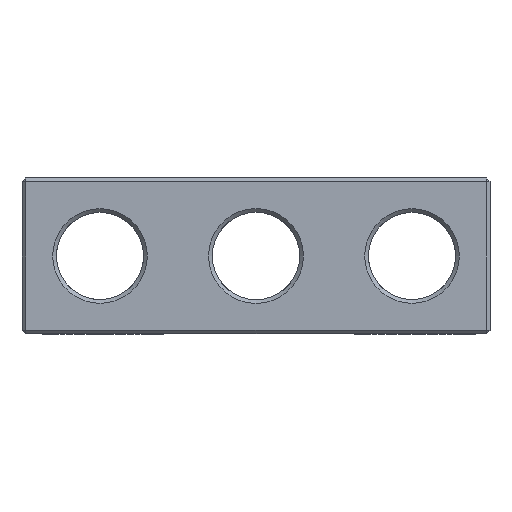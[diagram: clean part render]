
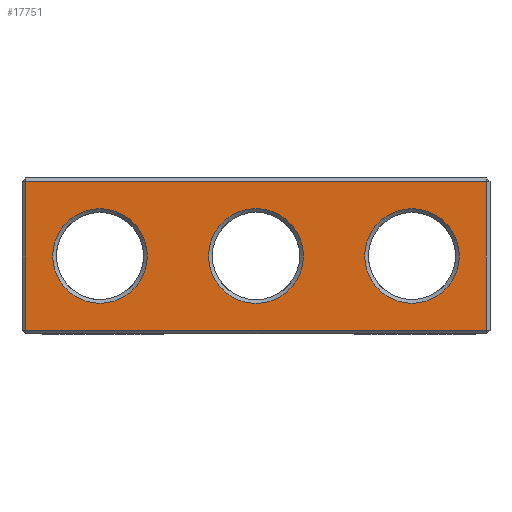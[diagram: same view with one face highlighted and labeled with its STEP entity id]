
A CAD part, front view. The second image highlights one B-rep face of the part: STEP entity #17751.
In plain terms, the highlighted planar face has unit normal (0, -1, 0).
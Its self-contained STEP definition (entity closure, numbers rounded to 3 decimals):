
#1553 = PLANE('',#1554);
#1554 = AXIS2_PLACEMENT_3D('',#1555,#1556,#1557);
#1555 = CARTESIAN_POINT('',(-31.25,-6.1,0.15));
#1556 = DIRECTION('',(0.,-0.707,-0.707));
#1557 = DIRECTION('',(-1.,-0.,-0.));
#10539 = VERTEX_POINT('',#10540);
#10540 = CARTESIAN_POINT('',(-30.95,-6.25,0.3));
#10566 = EDGE_CURVE('',#10539,#10567,#10569,.T.);
#10567 = VERTEX_POINT('',#10568);
#10568 = CARTESIAN_POINT('',(5.95,-6.25,0.3));
#10569 = SURFACE_CURVE('',#10570,(#10574,#10581),.PCURVE_S1.);
#10570 = LINE('',#10571,#10572);
#10571 = CARTESIAN_POINT('',(-31.25,-6.25,0.3));
#10572 = VECTOR('',#10573,1.);
#10573 = DIRECTION('',(1.,0.,0.));
#10574 = PCURVE('',#1553,#10575);
#10575 = DEFINITIONAL_REPRESENTATION('',(#10576),#10580);
#10576 = LINE('',#10577,#10578);
#10577 = CARTESIAN_POINT('',(-0.,-0.212));
#10578 = VECTOR('',#10579,1.);
#10579 = DIRECTION('',(-1.,0.));
#10580 = ( GEOMETRIC_REPRESENTATION_CONTEXT(2) 
PARAMETRIC_REPRESENTATION_CONTEXT() REPRESENTATION_CONTEXT('2D SPACE',''
  ) );
#10581 = PCURVE('',#10582,#10587);
#10582 = PLANE('',#10583);
#10583 = AXIS2_PLACEMENT_3D('',#10584,#10585,#10586);
#10584 = CARTESIAN_POINT('',(-31.25,-6.25,0.));
#10585 = DIRECTION('',(0.,1.,0.));
#10586 = DIRECTION('',(1.,0.,0.));
#10587 = DEFINITIONAL_REPRESENTATION('',(#10588),#10592);
#10588 = LINE('',#10589,#10590);
#10589 = CARTESIAN_POINT('',(0.,-0.3));
#10590 = VECTOR('',#10591,1.);
#10591 = DIRECTION('',(1.,0.));
#10592 = ( GEOMETRIC_REPRESENTATION_CONTEXT(2) 
PARAMETRIC_REPRESENTATION_CONTEXT() REPRESENTATION_CONTEXT('2D SPACE',''
  ) );
#17168 = PLANE('',#17169);
#17169 = AXIS2_PLACEMENT_3D('',#17170,#17171,#17172);
#17170 = CARTESIAN_POINT('',(6.1,-6.1,0.));
#17171 = DIRECTION('',(0.707,-0.707,0.));
#17172 = DIRECTION('',(-0.,-0.,-1.));
#17740 = PLANE('',#17741);
#17741 = AXIS2_PLACEMENT_3D('',#17742,#17743,#17744);
#17742 = CARTESIAN_POINT('',(-31.1,-6.1,0.));
#17743 = DIRECTION('',(-0.707,-0.707,0.));
#17744 = DIRECTION('',(-0.,-0.,-1.));
#17751 = ADVANCED_FACE('',(#17752,#17827,#17862,#17893),#10582,.F.);
#17752 = FACE_BOUND('',#17753,.F.);
#17753 = EDGE_LOOP('',(#17754,#17784,#17805,#17806));
#17754 = ORIENTED_EDGE('',*,*,#17755,.T.);
#17755 = EDGE_CURVE('',#17756,#17758,#17760,.T.);
#17756 = VERTEX_POINT('',#17757);
#17757 = CARTESIAN_POINT('',(-30.95,-6.25,12.2));
#17758 = VERTEX_POINT('',#17759);
#17759 = CARTESIAN_POINT('',(5.95,-6.25,12.2));
#17760 = SURFACE_CURVE('',#17761,(#17765,#17772),.PCURVE_S1.);
#17761 = LINE('',#17762,#17763);
#17762 = CARTESIAN_POINT('',(-31.25,-6.25,12.2));
#17763 = VECTOR('',#17764,1.);
#17764 = DIRECTION('',(1.,0.,0.));
#17765 = PCURVE('',#10582,#17766);
#17766 = DEFINITIONAL_REPRESENTATION('',(#17767),#17771);
#17767 = LINE('',#17768,#17769);
#17768 = CARTESIAN_POINT('',(0.,-12.2));
#17769 = VECTOR('',#17770,1.);
#17770 = DIRECTION('',(1.,0.));
#17771 = ( GEOMETRIC_REPRESENTATION_CONTEXT(2) 
PARAMETRIC_REPRESENTATION_CONTEXT() REPRESENTATION_CONTEXT('2D SPACE',''
  ) );
#17772 = PCURVE('',#17773,#17778);
#17773 = PLANE('',#17774);
#17774 = AXIS2_PLACEMENT_3D('',#17775,#17776,#17777);
#17775 = CARTESIAN_POINT('',(-31.25,-6.1,12.35));
#17776 = DIRECTION('',(0.,0.707,-0.707));
#17777 = DIRECTION('',(-1.,-0.,-0.));
#17778 = DEFINITIONAL_REPRESENTATION('',(#17779),#17783);
#17779 = LINE('',#17780,#17781);
#17780 = CARTESIAN_POINT('',(-0.,-0.212));
#17781 = VECTOR('',#17782,1.);
#17782 = DIRECTION('',(-1.,0.));
#17783 = ( GEOMETRIC_REPRESENTATION_CONTEXT(2) 
PARAMETRIC_REPRESENTATION_CONTEXT() REPRESENTATION_CONTEXT('2D SPACE',''
  ) );
#17784 = ORIENTED_EDGE('',*,*,#17785,.F.);
#17785 = EDGE_CURVE('',#10567,#17758,#17786,.T.);
#17786 = SURFACE_CURVE('',#17787,(#17791,#17798),.PCURVE_S1.);
#17787 = LINE('',#17788,#17789);
#17788 = CARTESIAN_POINT('',(5.95,-6.25,0.));
#17789 = VECTOR('',#17790,1.);
#17790 = DIRECTION('',(0.,0.,1.));
#17791 = PCURVE('',#10582,#17792);
#17792 = DEFINITIONAL_REPRESENTATION('',(#17793),#17797);
#17793 = LINE('',#17794,#17795);
#17794 = CARTESIAN_POINT('',(37.2,0.));
#17795 = VECTOR('',#17796,1.);
#17796 = DIRECTION('',(0.,-1.));
#17797 = ( GEOMETRIC_REPRESENTATION_CONTEXT(2) 
PARAMETRIC_REPRESENTATION_CONTEXT() REPRESENTATION_CONTEXT('2D SPACE',''
  ) );
#17798 = PCURVE('',#17168,#17799);
#17799 = DEFINITIONAL_REPRESENTATION('',(#17800),#17804);
#17800 = LINE('',#17801,#17802);
#17801 = CARTESIAN_POINT('',(-0.,-0.212));
#17802 = VECTOR('',#17803,1.);
#17803 = DIRECTION('',(-1.,0.));
#17804 = ( GEOMETRIC_REPRESENTATION_CONTEXT(2) 
PARAMETRIC_REPRESENTATION_CONTEXT() REPRESENTATION_CONTEXT('2D SPACE',''
  ) );
#17805 = ORIENTED_EDGE('',*,*,#10566,.F.);
#17806 = ORIENTED_EDGE('',*,*,#17807,.T.);
#17807 = EDGE_CURVE('',#10539,#17756,#17808,.T.);
#17808 = SURFACE_CURVE('',#17809,(#17813,#17820),.PCURVE_S1.);
#17809 = LINE('',#17810,#17811);
#17810 = CARTESIAN_POINT('',(-30.95,-6.25,0.));
#17811 = VECTOR('',#17812,1.);
#17812 = DIRECTION('',(0.,0.,1.));
#17813 = PCURVE('',#10582,#17814);
#17814 = DEFINITIONAL_REPRESENTATION('',(#17815),#17819);
#17815 = LINE('',#17816,#17817);
#17816 = CARTESIAN_POINT('',(0.3,0.));
#17817 = VECTOR('',#17818,1.);
#17818 = DIRECTION('',(0.,-1.));
#17819 = ( GEOMETRIC_REPRESENTATION_CONTEXT(2) 
PARAMETRIC_REPRESENTATION_CONTEXT() REPRESENTATION_CONTEXT('2D SPACE',''
  ) );
#17820 = PCURVE('',#17740,#17821);
#17821 = DEFINITIONAL_REPRESENTATION('',(#17822),#17826);
#17822 = LINE('',#17823,#17824);
#17823 = CARTESIAN_POINT('',(-0.,0.212));
#17824 = VECTOR('',#17825,1.);
#17825 = DIRECTION('',(-1.,0.));
#17826 = ( GEOMETRIC_REPRESENTATION_CONTEXT(2) 
PARAMETRIC_REPRESENTATION_CONTEXT() REPRESENTATION_CONTEXT('2D SPACE',''
  ) );
#17827 = FACE_BOUND('',#17828,.F.);
#17828 = EDGE_LOOP('',(#17829));
#17829 = ORIENTED_EDGE('',*,*,#17830,.T.);
#17830 = EDGE_CURVE('',#17831,#17831,#17833,.T.);
#17831 = VERTEX_POINT('',#17832);
#17832 = CARTESIAN_POINT('',(-25.,-6.25,10.04));
#17833 = SURFACE_CURVE('',#17834,(#17839,#17850),.PCURVE_S1.);
#17834 = CIRCLE('',#17835,3.79);
#17835 = AXIS2_PLACEMENT_3D('',#17836,#17837,#17838);
#17836 = CARTESIAN_POINT('',(-25.,-6.25,6.25));
#17837 = DIRECTION('',(0.,-1.,0.));
#17838 = DIRECTION('',(0.,0.,1.));
#17839 = PCURVE('',#10582,#17840);
#17840 = DEFINITIONAL_REPRESENTATION('',(#17841),#17849);
#17841 = ( BOUNDED_CURVE() B_SPLINE_CURVE(2,(#17842,#17843,#17844,#17845
    ,#17846,#17847,#17848),.UNSPECIFIED.,.T.,.F.) 
B_SPLINE_CURVE_WITH_KNOTS((1,2,2,2,2,1),(-2.094,0.,
    2.094,4.189,6.283,8.378),
.UNSPECIFIED.) CURVE() GEOMETRIC_REPRESENTATION_ITEM() 
RATIONAL_B_SPLINE_CURVE((1.,0.5,1.,0.5,1.,0.5,1.)) REPRESENTATION_ITEM(
  '') );
#17842 = CARTESIAN_POINT('',(6.25,-10.04));
#17843 = CARTESIAN_POINT('',(-0.314,-10.04));
#17844 = CARTESIAN_POINT('',(2.968,-4.355));
#17845 = CARTESIAN_POINT('',(6.25,1.33));
#17846 = CARTESIAN_POINT('',(9.532,-4.355));
#17847 = CARTESIAN_POINT('',(12.814,-10.04));
#17848 = CARTESIAN_POINT('',(6.25,-10.04));
#17849 = ( GEOMETRIC_REPRESENTATION_CONTEXT(2) 
PARAMETRIC_REPRESENTATION_CONTEXT() REPRESENTATION_CONTEXT('2D SPACE',''
  ) );
#17850 = PCURVE('',#17851,#17856);
#17851 = CONICAL_SURFACE('',#17852,3.49,0.785);
#17852 = AXIS2_PLACEMENT_3D('',#17853,#17854,#17855);
#17853 = CARTESIAN_POINT('',(-25.,-5.95,6.25));
#17854 = DIRECTION('',(0.,-1.,0.));
#17855 = DIRECTION('',(0.,0.,1.));
#17856 = DEFINITIONAL_REPRESENTATION('',(#17857),#17861);
#17857 = LINE('',#17858,#17859);
#17858 = CARTESIAN_POINT('',(0.,0.3));
#17859 = VECTOR('',#17860,1.);
#17860 = DIRECTION('',(1.,0.));
#17861 = ( GEOMETRIC_REPRESENTATION_CONTEXT(2) 
PARAMETRIC_REPRESENTATION_CONTEXT() REPRESENTATION_CONTEXT('2D SPACE',''
  ) );
#17862 = FACE_BOUND('',#17863,.F.);
#17863 = EDGE_LOOP('',(#17864));
#17864 = ORIENTED_EDGE('',*,*,#17865,.F.);
#17865 = EDGE_CURVE('',#17866,#17866,#17868,.T.);
#17866 = VERTEX_POINT('',#17867);
#17867 = CARTESIAN_POINT('',(-12.5,-6.25,10.05));
#17868 = SURFACE_CURVE('',#17869,(#17874,#17881),.PCURVE_S1.);
#17869 = CIRCLE('',#17870,3.8);
#17870 = AXIS2_PLACEMENT_3D('',#17871,#17872,#17873);
#17871 = CARTESIAN_POINT('',(-12.5,-6.25,6.25));
#17872 = DIRECTION('',(0.,1.,0.));
#17873 = DIRECTION('',(0.,0.,1.));
#17874 = PCURVE('',#10582,#17875);
#17875 = DEFINITIONAL_REPRESENTATION('',(#17876),#17880);
#17876 = CIRCLE('',#17877,3.8);
#17877 = AXIS2_PLACEMENT_2D('',#17878,#17879);
#17878 = CARTESIAN_POINT('',(18.75,-6.25));
#17879 = DIRECTION('',(0.,-1.));
#17880 = ( GEOMETRIC_REPRESENTATION_CONTEXT(2) 
PARAMETRIC_REPRESENTATION_CONTEXT() REPRESENTATION_CONTEXT('2D SPACE',''
  ) );
#17881 = PCURVE('',#17882,#17887);
#17882 = CONICAL_SURFACE('',#17883,3.5,0.785);
#17883 = AXIS2_PLACEMENT_3D('',#17884,#17885,#17886);
#17884 = CARTESIAN_POINT('',(-12.5,-5.95,6.25));
#17885 = DIRECTION('',(0.,-1.,0.));
#17886 = DIRECTION('',(0.,0.,1.));
#17887 = DEFINITIONAL_REPRESENTATION('',(#17888),#17892);
#17888 = LINE('',#17889,#17890);
#17889 = CARTESIAN_POINT('',(-0.,0.3));
#17890 = VECTOR('',#17891,1.);
#17891 = DIRECTION('',(-1.,0.));
#17892 = ( GEOMETRIC_REPRESENTATION_CONTEXT(2) 
PARAMETRIC_REPRESENTATION_CONTEXT() REPRESENTATION_CONTEXT('2D SPACE',''
  ) );
#17893 = FACE_BOUND('',#17894,.F.);
#17894 = EDGE_LOOP('',(#17895));
#17895 = ORIENTED_EDGE('',*,*,#17896,.F.);
#17896 = EDGE_CURVE('',#17897,#17897,#17899,.T.);
#17897 = VERTEX_POINT('',#17898);
#17898 = CARTESIAN_POINT('',(0.,-6.25,10.04));
#17899 = SURFACE_CURVE('',#17900,(#17905,#17912),.PCURVE_S1.);
#17900 = CIRCLE('',#17901,3.79);
#17901 = AXIS2_PLACEMENT_3D('',#17902,#17903,#17904);
#17902 = CARTESIAN_POINT('',(0.,-6.25,6.25));
#17903 = DIRECTION('',(0.,1.,0.));
#17904 = DIRECTION('',(0.,0.,1.));
#17905 = PCURVE('',#10582,#17906);
#17906 = DEFINITIONAL_REPRESENTATION('',(#17907),#17911);
#17907 = CIRCLE('',#17908,3.79);
#17908 = AXIS2_PLACEMENT_2D('',#17909,#17910);
#17909 = CARTESIAN_POINT('',(31.25,-6.25));
#17910 = DIRECTION('',(0.,-1.));
#17911 = ( GEOMETRIC_REPRESENTATION_CONTEXT(2) 
PARAMETRIC_REPRESENTATION_CONTEXT() REPRESENTATION_CONTEXT('2D SPACE',''
  ) );
#17912 = PCURVE('',#17913,#17918);
#17913 = CONICAL_SURFACE('',#17914,3.79,0.785);
#17914 = AXIS2_PLACEMENT_3D('',#17915,#17916,#17917);
#17915 = CARTESIAN_POINT('',(0.,-6.25,6.25));
#17916 = DIRECTION('',(0.,-1.,0.));
#17917 = DIRECTION('',(0.,0.,1.));
#17918 = DEFINITIONAL_REPRESENTATION('',(#17919),#17923);
#17919 = LINE('',#17920,#17921);
#17920 = CARTESIAN_POINT('',(-0.,-0.));
#17921 = VECTOR('',#17922,1.);
#17922 = DIRECTION('',(-1.,-0.));
#17923 = ( GEOMETRIC_REPRESENTATION_CONTEXT(2) 
PARAMETRIC_REPRESENTATION_CONTEXT() REPRESENTATION_CONTEXT('2D SPACE',''
  ) );
